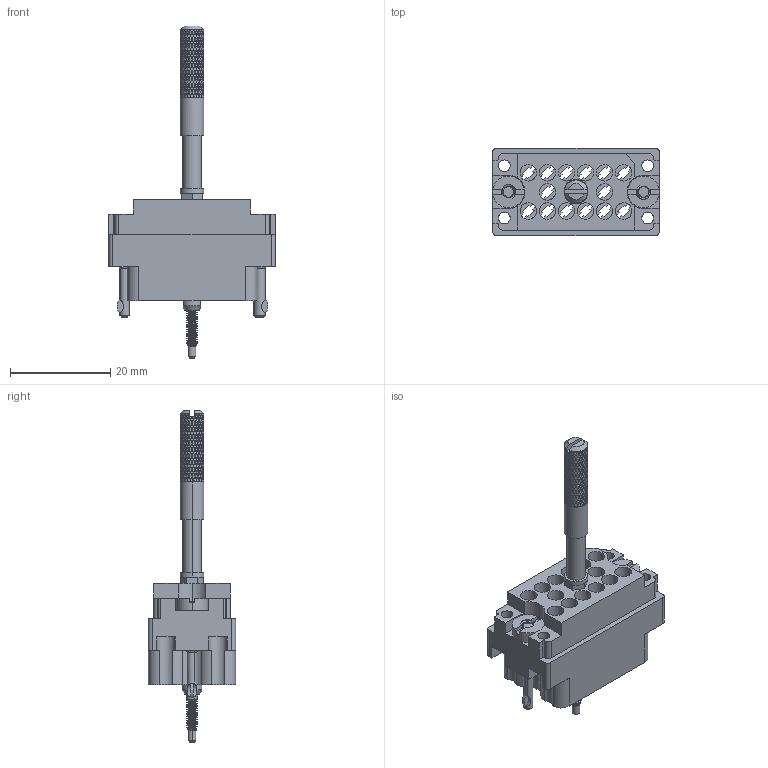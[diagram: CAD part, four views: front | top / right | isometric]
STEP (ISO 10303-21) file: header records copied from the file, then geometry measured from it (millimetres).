
FILE_DESCRIPTION (( 'STEP AP203' ), '1' );
FILE_NAME ('519-014-000-301.STEP', '2020-03-03T19:46:15', ( '' ), ( '' ), 'SwSTEP 2.0', 'SolidWorks 2016', '' );
FILE_SCHEMA (( 'CONFIG_CONTROL_DESIGN' ));
Products named in the file (11): 516-252-022-102; 516-251-025-100; 516-250-021-102_519; 516-222-020-102_014; 516-253-025-100; 516-222-020-102_015; Actuating Screw Assy 020; 516-252-021-102_014; 519 Plug Insulator_014; 519-014-000-301; 516-250-020-111
Assembly tree (11 placements, depth 3):
  519-014-000-301
    519 Plug Insulator_014
    Actuating Screw Assy 020
      516-251-025-100
      516-250-021-102_519
      516-250-020-111
      516-253-025-100
      516-252-022-102
    516-252-021-102_014  x2
    516-222-020-102_014
    516-222-020-102_015
Bounding box: 33.32 x 17.42 x 66.29 mm (x, y, z)
Volume: 6087 mm3; surface area: 8103.9 mm2
Topology: 10 solids, 10 shells, 3362 faces, 7489 edges, 4165 vertices
Faces by surface type: bspline 2058, cylinder 793, plane 449, cone 58, torus 4
Entity records: 184348 total; most frequent: CARTESIAN_POINT 133398, ORIENTED_EDGE 14798, EDGE_CURVE 7399, DIRECTION 5162, VERTEX_POINT 4105, EDGE_LOOP 3402, ADVANCED_FACE 3331, FACE_OUTER_BOUND 3331
